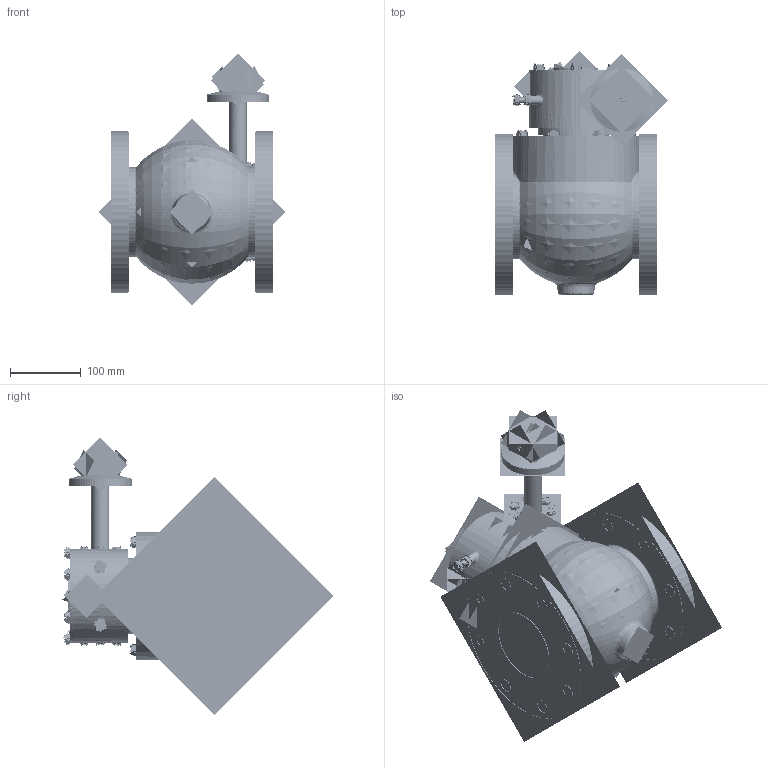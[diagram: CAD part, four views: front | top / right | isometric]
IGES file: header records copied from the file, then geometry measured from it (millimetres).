
Start section:  PTC IGES file: plug_flxfl-4in-nut_asm.igs
Global section: file name: plug_flxfl-4in-nut_asm.igs; native system: Creo Parametric by Parametric Technology Corporation; preprocessor: 2013050; author: HAPPY; organization: Unknown; date: 20170128.153734; units: inch
Bounding box: 266.28 x 400.56 x 393.24 mm (x, y, z)
Volume: 5825690.9 mm3; surface area: 4511354.9 mm2
Topology: 71 solids, 71 shells, 3272 faces, 16107 edges, 20384 vertices
Faces by surface type: revolution 1992, bspline 1174, extrusion 106
